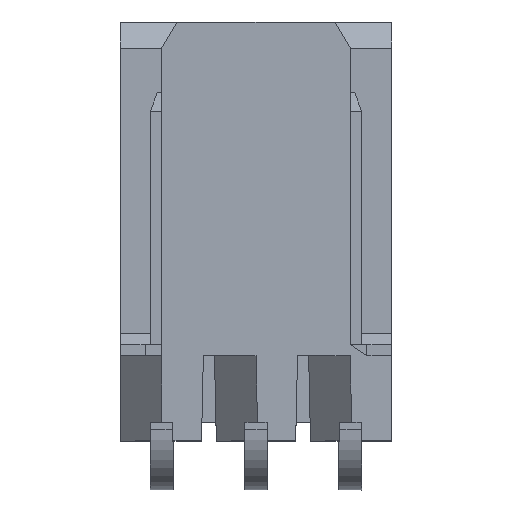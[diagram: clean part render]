
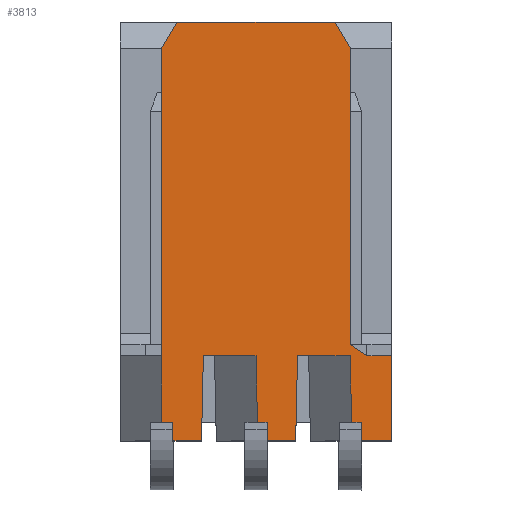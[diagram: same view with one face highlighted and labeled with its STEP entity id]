
A CAD part, top view. The second image highlights one B-rep face of the part: STEP entity #3813.
In plain terms, the highlighted face is planar.
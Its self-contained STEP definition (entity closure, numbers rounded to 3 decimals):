
#78=ORIENTED_EDGE('',*,*,#872,.F.);
#79=ORIENTED_EDGE('',*,*,#873,.F.);
#80=ORIENTED_EDGE('',*,*,#874,.F.);
#81=ORIENTED_EDGE('',*,*,#875,.F.);
#82=ORIENTED_EDGE('',*,*,#876,.F.);
#83=ORIENTED_EDGE('',*,*,#877,.F.);
#84=ORIENTED_EDGE('',*,*,#878,.T.);
#85=ORIENTED_EDGE('',*,*,#879,.F.);
#86=ORIENTED_EDGE('',*,*,#880,.F.);
#87=ORIENTED_EDGE('',*,*,#881,.T.);
#88=ORIENTED_EDGE('',*,*,#882,.F.);
#89=ORIENTED_EDGE('',*,*,#883,.F.);
#90=ORIENTED_EDGE('',*,*,#884,.T.);
#91=ORIENTED_EDGE('',*,*,#885,.F.);
#92=ORIENTED_EDGE('',*,*,#886,.F.);
#93=ORIENTED_EDGE('',*,*,#861,.T.);
#94=ORIENTED_EDGE('',*,*,#887,.F.);
#95=ORIENTED_EDGE('',*,*,#888,.F.);
#96=ORIENTED_EDGE('',*,*,#889,.T.);
#97=ORIENTED_EDGE('',*,*,#890,.T.);
#98=ORIENTED_EDGE('',*,*,#891,.T.);
#99=ORIENTED_EDGE('',*,*,#892,.F.);
#100=ORIENTED_EDGE('',*,*,#893,.F.);
#101=ORIENTED_EDGE('',*,*,#894,.F.);
#861=EDGE_CURVE('',#1257,#1262,#1519,.T.);
#872=EDGE_CURVE('',#1269,#1270,#1530,.T.);
#873=EDGE_CURVE('',#1271,#1269,#1531,.T.);
#874=EDGE_CURVE('',#1272,#1271,#1532,.T.);
#875=EDGE_CURVE('',#1273,#1272,#1533,.T.);
#876=EDGE_CURVE('',#1274,#1273,#1534,.T.);
#877=EDGE_CURVE('',#1275,#1274,#1535,.T.);
#878=EDGE_CURVE('',#1275,#1276,#1536,.T.);
#879=EDGE_CURVE('',#1277,#1276,#1537,.T.);
#880=EDGE_CURVE('',#1278,#1277,#1538,.T.);
#881=EDGE_CURVE('',#1278,#1279,#1539,.T.);
#882=EDGE_CURVE('',#1280,#1279,#1540,.T.);
#883=EDGE_CURVE('',#1281,#1280,#1541,.T.);
#884=EDGE_CURVE('',#1281,#1282,#1542,.T.);
#885=EDGE_CURVE('',#1283,#1282,#1543,.T.);
#886=EDGE_CURVE('',#1257,#1283,#1544,.T.);
#887=EDGE_CURVE('',#1284,#1262,#1545,.T.);
#888=EDGE_CURVE('',#1285,#1284,#1546,.T.);
#889=EDGE_CURVE('',#1285,#1286,#1547,.T.);
#890=EDGE_CURVE('',#1286,#1287,#1548,.T.);
#891=EDGE_CURVE('',#1287,#1288,#1549,.T.);
#892=EDGE_CURVE('',#1289,#1288,#1550,.T.);
#893=EDGE_CURVE('',#1290,#1289,#1551,.T.);
#894=EDGE_CURVE('',#1270,#1290,#1552,.T.);
#1257=VERTEX_POINT('',#4876);
#1262=VERTEX_POINT('',#4885);
#1269=VERTEX_POINT('',#4909);
#1270=VERTEX_POINT('',#4910);
#1271=VERTEX_POINT('',#4912);
#1272=VERTEX_POINT('',#4914);
#1273=VERTEX_POINT('',#4916);
#1274=VERTEX_POINT('',#4918);
#1275=VERTEX_POINT('',#4920);
#1276=VERTEX_POINT('',#4922);
#1277=VERTEX_POINT('',#4924);
#1278=VERTEX_POINT('',#4926);
#1279=VERTEX_POINT('',#4928);
#1280=VERTEX_POINT('',#4930);
#1281=VERTEX_POINT('',#4932);
#1282=VERTEX_POINT('',#4934);
#1283=VERTEX_POINT('',#4936);
#1284=VERTEX_POINT('',#4939);
#1285=VERTEX_POINT('',#4941);
#1286=VERTEX_POINT('',#4943);
#1287=VERTEX_POINT('',#4945);
#1288=VERTEX_POINT('',#4947);
#1289=VERTEX_POINT('',#4949);
#1290=VERTEX_POINT('',#4951);
#1519=LINE('',#4886,#1906);
#1530=LINE('',#4908,#1917);
#1531=LINE('',#4911,#1918);
#1532=LINE('',#4913,#1919);
#1533=LINE('',#4915,#1920);
#1534=LINE('',#4917,#1921);
#1535=LINE('',#4919,#1922);
#1536=LINE('',#4921,#1923);
#1537=LINE('',#4923,#1924);
#1538=LINE('',#4925,#1925);
#1539=LINE('',#4927,#1926);
#1540=LINE('',#4929,#1927);
#1541=LINE('',#4931,#1928);
#1542=LINE('',#4933,#1929);
#1543=LINE('',#4935,#1930);
#1544=LINE('',#4937,#1931);
#1545=LINE('',#4938,#1932);
#1546=LINE('',#4940,#1933);
#1547=LINE('',#4942,#1934);
#1548=LINE('',#4944,#1935);
#1549=LINE('',#4946,#1936);
#1550=LINE('',#4948,#1937);
#1551=LINE('',#4950,#1938);
#1552=LINE('',#4952,#1939);
#1906=VECTOR('',#4153,1000.);
#1917=VECTOR('',#4174,1000.);
#1918=VECTOR('',#4175,1000.);
#1919=VECTOR('',#4176,1000.);
#1920=VECTOR('',#4177,1000.);
#1921=VECTOR('',#4178,1000.);
#1922=VECTOR('',#4179,1000.);
#1923=VECTOR('',#4180,1000.);
#1924=VECTOR('',#4181,1000.);
#1925=VECTOR('',#4182,1000.);
#1926=VECTOR('',#4183,1000.);
#1927=VECTOR('',#4184,1000.);
#1928=VECTOR('',#4185,1000.);
#1929=VECTOR('',#4186,1000.);
#1930=VECTOR('',#4187,1000.);
#1931=VECTOR('',#4188,1000.);
#1932=VECTOR('',#4189,1000.);
#1933=VECTOR('',#4190,1000.);
#1934=VECTOR('',#4191,1000.);
#1935=VECTOR('',#4192,1000.);
#1936=VECTOR('',#4193,1000.);
#1937=VECTOR('',#4194,1000.);
#1938=VECTOR('',#4195,1000.);
#1939=VECTOR('',#4196,1000.);
#2287=EDGE_LOOP('',(#78,#79,#80,#81,#82,#83,#84,#85,#86,#87,#88,#89,#90,
#91,#92,#93,#94,#95,#96,#97,#98,#99,#100,#101));
#2445=FACE_BOUND('',#2287,.T.);
#2603=PLANE('',#3972);
#3813=ADVANCED_FACE('',(#2445),#2603,.T.);
#3972=AXIS2_PLACEMENT_3D('',#4907,#4172,#4173);
#4153=DIRECTION('',(0.022,0.,-1.));
#4172=DIRECTION('',(0.,-1.,0.));
#4173=DIRECTION('',(-1.,0.,0.));
#4174=DIRECTION('',(1.,0.,0.));
#4175=DIRECTION('',(0.5,0.,0.866));
#4176=DIRECTION('',(0.,0.,1.));
#4177=DIRECTION('',(0.,0.,1.));
#4178=DIRECTION('',(-1.,0.,0.));
#4179=DIRECTION('',(0.,0.,1.));
#4180=DIRECTION('',(1.,0.,0.));
#4181=DIRECTION('',(-0.022,0.,-1.));
#4182=DIRECTION('',(-1.,0.,0.));
#4183=DIRECTION('',(0.022,0.,-1.));
#4184=DIRECTION('',(-1.,0.,0.));
#4185=DIRECTION('',(0.,0.,1.));
#4186=DIRECTION('',(1.,0.,0.));
#4187=DIRECTION('',(-0.022,0.,-1.));
#4188=DIRECTION('',(-1.,0.,0.));
#4189=DIRECTION('',(-1.,0.,0.));
#4190=DIRECTION('',(0.,0.,1.));
#4191=DIRECTION('',(1.,0.,0.));
#4192=DIRECTION('',(0.,0.,1.));
#4193=DIRECTION('',(-1.,0.,0.));
#4194=DIRECTION('',(0.832,0.,-0.555));
#4195=DIRECTION('',(0.,0.,-1.));
#4196=DIRECTION('',(0.5,0.,-0.866));
#4876=CARTESIAN_POINT('',(-1.12,0.,2.3));
#4885=CARTESIAN_POINT('',(-1.081,0.,0.5));
#4886=CARTESIAN_POINT('',(-1.07,0.,0.));
#4907=CARTESIAN_POINT('',(-2.54,0.,0.));
#4908=CARTESIAN_POINT('',(-12.4,0.,11.3));
#4909=CARTESIAN_POINT('',(-5.796,0.,11.3));
#4910=CARTESIAN_POINT('',(-1.524,0.,11.3));
#4911=CARTESIAN_POINT('',(-12.32,0.,0.));
#4912=CARTESIAN_POINT('',(-6.2,0.,10.6));
#4913=CARTESIAN_POINT('',(-6.2,0.,0.));
#4914=CARTESIAN_POINT('',(-6.2,0.,2.3));
#4915=CARTESIAN_POINT('',(-6.2,0.,1.3));
#4916=CARTESIAN_POINT('',(-6.2,0.,0.5));
#4917=CARTESIAN_POINT('',(-7.32,0.,0.5));
#4918=CARTESIAN_POINT('',(-5.9,0.,0.5));
#4919=CARTESIAN_POINT('',(-5.9,0.,0.));
#4920=CARTESIAN_POINT('',(-5.9,0.,0.));
#4921=CARTESIAN_POINT('',(-7.32,0.,0.));
#4922=CARTESIAN_POINT('',(-5.13,0.,0.));
#4923=CARTESIAN_POINT('',(-5.13,0.,0.));
#4924=CARTESIAN_POINT('',(-5.08,0.,2.3));
#4925=CARTESIAN_POINT('',(-7.32,0.,2.3));
#4926=CARTESIAN_POINT('',(-3.66,0.,2.3));
#4927=CARTESIAN_POINT('',(-3.635,0.,1.174));
#4928=CARTESIAN_POINT('',(-3.621,0.,0.5));
#4929=CARTESIAN_POINT('',(-9.86,0.,0.5));
#4930=CARTESIAN_POINT('',(-3.36,0.,0.5));
#4931=CARTESIAN_POINT('',(-3.36,0.,0.));
#4932=CARTESIAN_POINT('',(-3.36,0.,0.));
#4933=CARTESIAN_POINT('',(-9.86,0.,0.));
#4934=CARTESIAN_POINT('',(-2.59,0.,0.));
#4935=CARTESIAN_POINT('',(-2.59,0.,0.));
#4936=CARTESIAN_POINT('',(-2.54,0.,2.3));
#4937=CARTESIAN_POINT('',(-9.86,0.,2.3));
#4938=CARTESIAN_POINT('',(-9.86,0.,0.5));
#4939=CARTESIAN_POINT('',(-0.82,0.,0.5));
#4940=CARTESIAN_POINT('',(-0.82,0.,0.));
#4941=CARTESIAN_POINT('',(-0.82,0.,0.));
#4942=CARTESIAN_POINT('',(-9.86,0.,0.));
#4943=CARTESIAN_POINT('',(0.,0.,0.));
#4944=CARTESIAN_POINT('',(0.,0.,0.));
#4945=CARTESIAN_POINT('',(0.,0.,2.3));
#4946=CARTESIAN_POINT('',(-9.86,0.,2.3));
#4947=CARTESIAN_POINT('',(-0.67,0.,2.3));
#4948=CARTESIAN_POINT('',(-1.12,0.,2.6));
#4949=CARTESIAN_POINT('',(-1.12,0.,2.6));
#4950=CARTESIAN_POINT('',(-1.12,0.,0.));
#4951=CARTESIAN_POINT('',(-1.12,0.,10.6));
#4952=CARTESIAN_POINT('',(5.,0.,0.));
